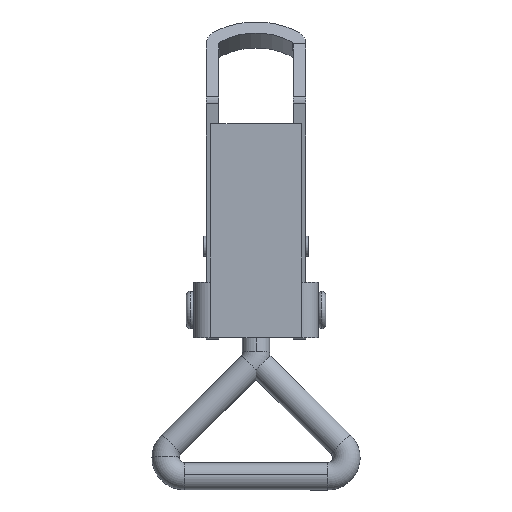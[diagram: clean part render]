
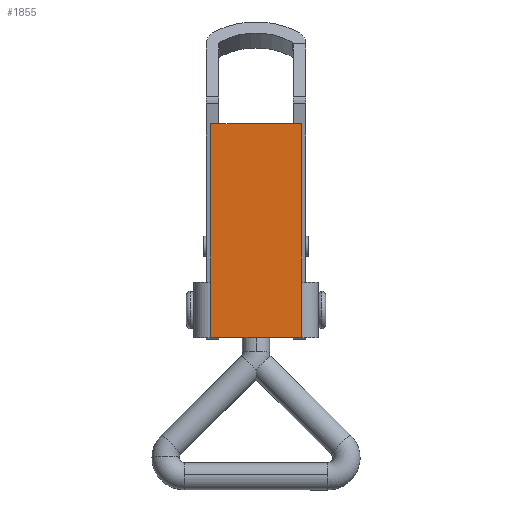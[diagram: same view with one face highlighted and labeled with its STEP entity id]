
A CAD part, front view. The second image highlights one B-rep face of the part: STEP entity #1855.
In plain terms, the highlighted planar face has unit normal (0, -1, 0).
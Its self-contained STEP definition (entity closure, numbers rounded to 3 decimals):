
#47 = EDGE_CURVE ( 'NONE', #414, #1216, #3074, .T. ) ;
#67 = DIRECTION ( 'NONE',  ( 0., 1., 0. ) ) ;
#79 = VECTOR ( 'NONE', #711, 1000. ) ;
#126 = CARTESIAN_POINT ( 'NONE',  ( 7.25, -2., -25.5 ) ) ;
#131 = CARTESIAN_POINT ( 'NONE',  ( 7.25, -2., 0. ) ) ;
#217 = EDGE_CURVE ( 'NONE', #1561, #439, #3299, .T. ) ;
#233 = FACE_OUTER_BOUND ( 'NONE', #2526, .T. ) ;
#245 = PLANE ( 'NONE',  #850 ) ;
#299 = DIRECTION ( 'NONE',  ( 0., 0., 1. ) ) ;
#376 = ORIENTED_EDGE ( 'NONE', *, *, #1045, .F. ) ;
#396 = VERTEX_POINT ( 'NONE', #797 ) ;
#414 = VERTEX_POINT ( 'NONE', #2981 ) ;
#423 = DIRECTION ( 'NONE',  ( 0., 0., -1. ) ) ;
#439 = VERTEX_POINT ( 'NONE', #2968 ) ;
#508 = ORIENTED_EDGE ( 'NONE', *, *, #2624, .F. ) ;
#568 = CARTESIAN_POINT ( 'NONE',  ( -7.25, -2., 0. ) ) ;
#585 = VECTOR ( 'NONE', #1053, 1000. ) ;
#611 = CARTESIAN_POINT ( 'NONE',  ( -16.25, -2., -30. ) ) ;
#684 = LINE ( 'NONE', #1326, #2184 ) ;
#690 = DIRECTION ( 'NONE',  ( 1., 0., 0. ) ) ;
#711 = DIRECTION ( 'NONE',  ( 1., 0., 0. ) ) ;
#797 = CARTESIAN_POINT ( 'NONE',  ( -7.263, -2., -34.5 ) ) ;
#850 = AXIS2_PLACEMENT_3D ( 'NONE', #611, #67, #2852 ) ;
#858 = LINE ( 'NONE', #126, #79 ) ;
#862 = ORIENTED_EDGE ( 'NONE', *, *, #47, .F. ) ;
#921 = CARTESIAN_POINT ( 'NONE',  ( 7.25, -2., -25.5 ) ) ;
#1045 = EDGE_CURVE ( 'NONE', #1857, #396, #684, .T. ) ;
#1053 = DIRECTION ( 'NONE',  ( 0., 0., -1. ) ) ;
#1065 = CARTESIAN_POINT ( 'NONE',  ( -7.25, -2., -25.5 ) ) ;
#1117 = VECTOR ( 'NONE', #3519, 1000. ) ;
#1216 = VERTEX_POINT ( 'NONE', #1444 ) ;
#1266 = EDGE_CURVE ( 'NONE', #1216, #2382, #3576, .T. ) ;
#1326 = CARTESIAN_POINT ( 'NONE',  ( -16.25, -2., -34.5 ) ) ;
#1442 = CARTESIAN_POINT ( 'NONE',  ( 7.263, -2., -34.5 ) ) ;
#1444 = CARTESIAN_POINT ( 'NONE',  ( 7.25, -2., 0. ) ) ;
#1561 = VERTEX_POINT ( 'NONE', #2826 ) ;
#1628 = EDGE_CURVE ( 'NONE', #439, #414, #2389, .T. ) ;
#1652 = VECTOR ( 'NONE', #690, 1000. ) ;
#1817 = CARTESIAN_POINT ( 'NONE',  ( 7.263, -2., -25.5 ) ) ;
#1855 = ADVANCED_FACE ( 'NONE', ( #233 ), #245, .F. ) ;
#1857 = VERTEX_POINT ( 'NONE', #1442 ) ;
#1895 = CARTESIAN_POINT ( 'NONE',  ( 7.263, -2., -30. ) ) ;
#1898 = ORIENTED_EDGE ( 'NONE', *, *, #3349, .F. ) ;
#1932 = ORIENTED_EDGE ( 'NONE', *, *, #217, .F. ) ;
#1960 = DIRECTION ( 'NONE',  ( -1., 0., 0. ) ) ;
#2083 = LINE ( 'NONE', #1895, #585 ) ;
#2184 = VECTOR ( 'NONE', #1960, 1000. ) ;
#2292 = EDGE_CURVE ( 'NONE', #1561, #396, #3173, .T. ) ;
#2324 = ORIENTED_EDGE ( 'NONE', *, *, #2292, .T. ) ;
#2382 = VERTEX_POINT ( 'NONE', #921 ) ;
#2389 = LINE ( 'NONE', #568, #3086 ) ;
#2525 = CARTESIAN_POINT ( 'NONE',  ( -7.263, -2., -30. ) ) ;
#2526 = EDGE_LOOP ( 'NONE', ( #508, #1898, #3429, #862, #3537, #1932, #2324, #376 ) ) ;
#2624 = EDGE_CURVE ( 'NONE', #3275, #1857, #2083, .T. ) ;
#2826 = CARTESIAN_POINT ( 'NONE',  ( -7.263, -2., -25.5 ) ) ;
#2833 = VECTOR ( 'NONE', #423, 1000. ) ;
#2852 = DIRECTION ( 'NONE',  ( 0., 0., 1. ) ) ;
#2968 = CARTESIAN_POINT ( 'NONE',  ( -7.25, -2., -25.5 ) ) ;
#2981 = CARTESIAN_POINT ( 'NONE',  ( -7.25, -2., 0. ) ) ;
#3074 = LINE ( 'NONE', #3136, #1652 ) ;
#3083 = VECTOR ( 'NONE', #3355, 1000. ) ;
#3086 = VECTOR ( 'NONE', #299, 1000. ) ;
#3136 = CARTESIAN_POINT ( 'NONE',  ( 7.25, -2., 0. ) ) ;
#3173 = LINE ( 'NONE', #2525, #3083 ) ;
#3275 = VERTEX_POINT ( 'NONE', #1817 ) ;
#3299 = LINE ( 'NONE', #1065, #1117 ) ;
#3349 = EDGE_CURVE ( 'NONE', #2382, #3275, #858, .T. ) ;
#3355 = DIRECTION ( 'NONE',  ( 0., 0., -1. ) ) ;
#3429 = ORIENTED_EDGE ( 'NONE', *, *, #1266, .F. ) ;
#3519 = DIRECTION ( 'NONE',  ( 1., 0., 0. ) ) ;
#3537 = ORIENTED_EDGE ( 'NONE', *, *, #1628, .F. ) ;
#3576 = LINE ( 'NONE', #131, #2833 ) ;
